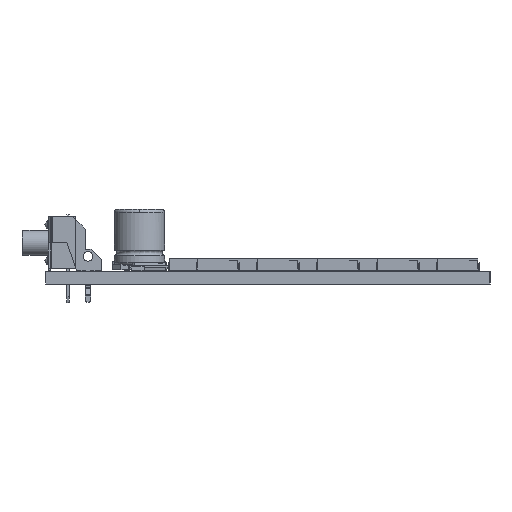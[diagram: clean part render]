
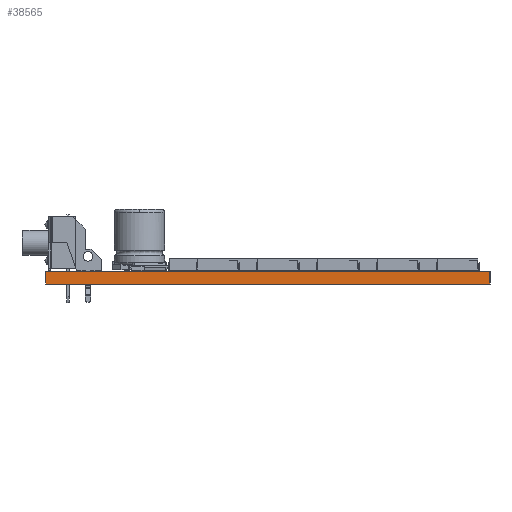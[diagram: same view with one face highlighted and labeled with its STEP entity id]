
A CAD part, left-side view. The second image highlights one B-rep face of the part: STEP entity #38565.
In plain terms, the highlighted planar face has unit normal (-1, 0, 0).
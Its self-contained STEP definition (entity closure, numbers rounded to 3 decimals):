
#38565 = ADVANCED_FACE('',(#38566),#38580,.T.);
#38566 = FACE_BOUND('',#38567,.T.);
#38567 = EDGE_LOOP('',(#38568,#38603,#38631,#38659));
#38568 = ORIENTED_EDGE('',*,*,#38569,.T.);
#38569 = EDGE_CURVE('',#38570,#38572,#38574,.T.);
#38570 = VERTEX_POINT('',#38571);
#38571 = CARTESIAN_POINT('',(65.,-132.,0.));
#38572 = VERTEX_POINT('',#38573);
#38573 = CARTESIAN_POINT('',(65.,-132.,1.6));
#38574 = SURFACE_CURVE('',#38575,(#38579,#38591),.PCURVE_S1.);
#38575 = LINE('',#38576,#38577);
#38576 = CARTESIAN_POINT('',(65.,-132.,0.));
#38577 = VECTOR('',#38578,1.);
#38578 = DIRECTION('',(0.,0.,1.));
#38579 = PCURVE('',#38580,#38585);
#38580 = PLANE('',#38581);
#38581 = AXIS2_PLACEMENT_3D('',#38582,#38583,#38584);
#38582 = CARTESIAN_POINT('',(65.,-132.,0.));
#38583 = DIRECTION('',(-1.,0.,0.));
#38584 = DIRECTION('',(0.,1.,0.));
#38585 = DEFINITIONAL_REPRESENTATION('',(#38586),#38590);
#38586 = LINE('',#38587,#38588);
#38587 = CARTESIAN_POINT('',(0.,0.));
#38588 = VECTOR('',#38589,1.);
#38589 = DIRECTION('',(0.,-1.));
#38590 = ( GEOMETRIC_REPRESENTATION_CONTEXT(2) 
PARAMETRIC_REPRESENTATION_CONTEXT() REPRESENTATION_CONTEXT('2D SPACE',''
  ) );
#38591 = PCURVE('',#38592,#38597);
#38592 = PLANE('',#38593);
#38593 = AXIS2_PLACEMENT_3D('',#38594,#38595,#38596);
#38594 = CARTESIAN_POINT('',(231.,-132.,0.));
#38595 = DIRECTION('',(0.,-1.,0.));
#38596 = DIRECTION('',(-1.,0.,0.));
#38597 = DEFINITIONAL_REPRESENTATION('',(#38598),#38602);
#38598 = LINE('',#38599,#38600);
#38599 = CARTESIAN_POINT('',(166.,0.));
#38600 = VECTOR('',#38601,1.);
#38601 = DIRECTION('',(0.,-1.));
#38602 = ( GEOMETRIC_REPRESENTATION_CONTEXT(2) 
PARAMETRIC_REPRESENTATION_CONTEXT() REPRESENTATION_CONTEXT('2D SPACE',''
  ) );
#38603 = ORIENTED_EDGE('',*,*,#38604,.T.);
#38604 = EDGE_CURVE('',#38572,#38605,#38607,.T.);
#38605 = VERTEX_POINT('',#38606);
#38606 = CARTESIAN_POINT('',(65.,-76.5,1.6));
#38607 = SURFACE_CURVE('',#38608,(#38612,#38619),.PCURVE_S1.);
#38608 = LINE('',#38609,#38610);
#38609 = CARTESIAN_POINT('',(65.,-132.,1.6));
#38610 = VECTOR('',#38611,1.);
#38611 = DIRECTION('',(0.,1.,0.));
#38612 = PCURVE('',#38580,#38613);
#38613 = DEFINITIONAL_REPRESENTATION('',(#38614),#38618);
#38614 = LINE('',#38615,#38616);
#38615 = CARTESIAN_POINT('',(0.,-1.6));
#38616 = VECTOR('',#38617,1.);
#38617 = DIRECTION('',(1.,0.));
#38618 = ( GEOMETRIC_REPRESENTATION_CONTEXT(2) 
PARAMETRIC_REPRESENTATION_CONTEXT() REPRESENTATION_CONTEXT('2D SPACE',''
  ) );
#38619 = PCURVE('',#38620,#38625);
#38620 = PLANE('',#38621);
#38621 = AXIS2_PLACEMENT_3D('',#38622,#38623,#38624);
#38622 = CARTESIAN_POINT('',(148.,-104.25,1.6));
#38623 = DIRECTION('',(-0.,-0.,-1.));
#38624 = DIRECTION('',(-1.,0.,0.));
#38625 = DEFINITIONAL_REPRESENTATION('',(#38626),#38630);
#38626 = LINE('',#38627,#38628);
#38627 = CARTESIAN_POINT('',(83.,-27.75));
#38628 = VECTOR('',#38629,1.);
#38629 = DIRECTION('',(0.,1.));
#38630 = ( GEOMETRIC_REPRESENTATION_CONTEXT(2) 
PARAMETRIC_REPRESENTATION_CONTEXT() REPRESENTATION_CONTEXT('2D SPACE',''
  ) );
#38631 = ORIENTED_EDGE('',*,*,#38632,.F.);
#38632 = EDGE_CURVE('',#38633,#38605,#38635,.T.);
#38633 = VERTEX_POINT('',#38634);
#38634 = CARTESIAN_POINT('',(65.,-76.5,0.));
#38635 = SURFACE_CURVE('',#38636,(#38640,#38647),.PCURVE_S1.);
#38636 = LINE('',#38637,#38638);
#38637 = CARTESIAN_POINT('',(65.,-76.5,0.));
#38638 = VECTOR('',#38639,1.);
#38639 = DIRECTION('',(0.,0.,1.));
#38640 = PCURVE('',#38580,#38641);
#38641 = DEFINITIONAL_REPRESENTATION('',(#38642),#38646);
#38642 = LINE('',#38643,#38644);
#38643 = CARTESIAN_POINT('',(55.5,0.));
#38644 = VECTOR('',#38645,1.);
#38645 = DIRECTION('',(0.,-1.));
#38646 = ( GEOMETRIC_REPRESENTATION_CONTEXT(2) 
PARAMETRIC_REPRESENTATION_CONTEXT() REPRESENTATION_CONTEXT('2D SPACE',''
  ) );
#38647 = PCURVE('',#38648,#38653);
#38648 = PLANE('',#38649);
#38649 = AXIS2_PLACEMENT_3D('',#38650,#38651,#38652);
#38650 = CARTESIAN_POINT('',(65.,-76.5,0.));
#38651 = DIRECTION('',(0.,1.,0.));
#38652 = DIRECTION('',(1.,0.,0.));
#38653 = DEFINITIONAL_REPRESENTATION('',(#38654),#38658);
#38654 = LINE('',#38655,#38656);
#38655 = CARTESIAN_POINT('',(0.,0.));
#38656 = VECTOR('',#38657,1.);
#38657 = DIRECTION('',(0.,-1.));
#38658 = ( GEOMETRIC_REPRESENTATION_CONTEXT(2) 
PARAMETRIC_REPRESENTATION_CONTEXT() REPRESENTATION_CONTEXT('2D SPACE',''
  ) );
#38659 = ORIENTED_EDGE('',*,*,#38660,.F.);
#38660 = EDGE_CURVE('',#38570,#38633,#38661,.T.);
#38661 = SURFACE_CURVE('',#38662,(#38666,#38673),.PCURVE_S1.);
#38662 = LINE('',#38663,#38664);
#38663 = CARTESIAN_POINT('',(65.,-132.,0.));
#38664 = VECTOR('',#38665,1.);
#38665 = DIRECTION('',(0.,1.,0.));
#38666 = PCURVE('',#38580,#38667);
#38667 = DEFINITIONAL_REPRESENTATION('',(#38668),#38672);
#38668 = LINE('',#38669,#38670);
#38669 = CARTESIAN_POINT('',(0.,0.));
#38670 = VECTOR('',#38671,1.);
#38671 = DIRECTION('',(1.,0.));
#38672 = ( GEOMETRIC_REPRESENTATION_CONTEXT(2) 
PARAMETRIC_REPRESENTATION_CONTEXT() REPRESENTATION_CONTEXT('2D SPACE',''
  ) );
#38673 = PCURVE('',#38674,#38679);
#38674 = PLANE('',#38675);
#38675 = AXIS2_PLACEMENT_3D('',#38676,#38677,#38678);
#38676 = CARTESIAN_POINT('',(148.,-104.25,0.));
#38677 = DIRECTION('',(-0.,-0.,-1.));
#38678 = DIRECTION('',(-1.,0.,0.));
#38679 = DEFINITIONAL_REPRESENTATION('',(#38680),#38684);
#38680 = LINE('',#38681,#38682);
#38681 = CARTESIAN_POINT('',(83.,-27.75));
#38682 = VECTOR('',#38683,1.);
#38683 = DIRECTION('',(0.,1.));
#38684 = ( GEOMETRIC_REPRESENTATION_CONTEXT(2) 
PARAMETRIC_REPRESENTATION_CONTEXT() REPRESENTATION_CONTEXT('2D SPACE',''
  ) );
